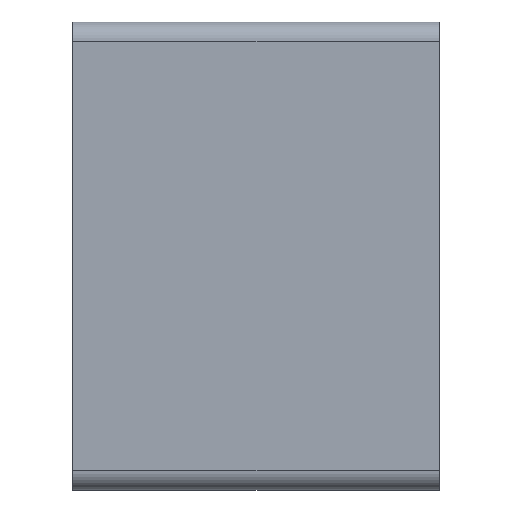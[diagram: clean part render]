
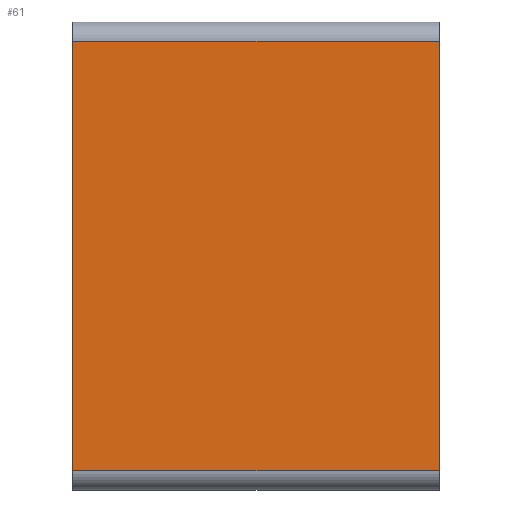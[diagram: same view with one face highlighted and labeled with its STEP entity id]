
A CAD part, front view. The second image highlights one B-rep face of the part: STEP entity #61.
In plain terms, the highlighted planar face has unit normal (0, -1, 0).
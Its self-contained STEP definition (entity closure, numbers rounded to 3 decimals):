
#61=ADVANCED_FACE('',(#117),#813,.T.);
#117=FACE_OUTER_BOUND('',#175,.T.);
#175=EDGE_LOOP('',(#350,#351,#352,#353));
#350=ORIENTED_EDGE('',*,*,#522,.F.);
#351=ORIENTED_EDGE('',*,*,#509,.T.);
#352=ORIENTED_EDGE('',*,*,#521,.T.);
#353=ORIENTED_EDGE('',*,*,#510,.T.);
#509=EDGE_CURVE('',#747,#748,#673,.T.);
#510=EDGE_CURVE('',#749,#746,#674,.T.);
#521=EDGE_CURVE('',#748,#749,#681,.T.);
#522=EDGE_CURVE('',#747,#746,#682,.T.);
#673=B_SPLINE_CURVE_WITH_KNOTS('',1,(#1662,#1663),.UNSPECIFIED.,.F.,.F.,
(2,2),(0.,44.134),.UNSPECIFIED.);
#674=B_SPLINE_CURVE_WITH_KNOTS('',1,(#1664,#1665),.UNSPECIFIED.,.F.,.F.,
(2,2),(-44.134,0.),.UNSPECIFIED.);
#681=B_SPLINE_CURVE_WITH_KNOTS('',1,(#1690,#1691),.UNSPECIFIED.,.F.,.F.,
(2,2),(-37.726,0.),.UNSPECIFIED.);
#682=B_SPLINE_CURVE_WITH_KNOTS('',1,(#1692,#1693),.UNSPECIFIED.,.F.,.F.,
(2,2),(-37.726,0.),.UNSPECIFIED.);
#746=VERTEX_POINT('',#1416);
#747=VERTEX_POINT('',#1417);
#748=VERTEX_POINT('',#1418);
#749=VERTEX_POINT('',#1419);
#813=PLANE('',#941);
#941=AXIS2_PLACEMENT_3D('',#1355,#1028,$);
#1028=DIRECTION('',(0.,-1.,0.));
#1355=CARTESIAN_POINT('',(31.463,-23.284,41.034));
#1416=CARTESIAN_POINT('',(31.463,-23.284,41.034));
#1417=CARTESIAN_POINT('',(-6.263,-23.284,41.034));
#1418=CARTESIAN_POINT('',(-6.263,-23.284,-3.1));
#1419=CARTESIAN_POINT('',(31.463,-23.284,-3.1));
#1662=CARTESIAN_POINT('',(-6.263,-23.284,41.034));
#1663=CARTESIAN_POINT('',(-6.263,-23.284,-3.1));
#1664=CARTESIAN_POINT('',(31.463,-23.284,-3.1));
#1665=CARTESIAN_POINT('',(31.463,-23.284,41.034));
#1690=CARTESIAN_POINT('',(-6.263,-23.284,-3.1));
#1691=CARTESIAN_POINT('',(31.463,-23.284,-3.1));
#1692=CARTESIAN_POINT('',(-6.263,-23.284,41.034));
#1693=CARTESIAN_POINT('',(31.463,-23.284,41.034));
